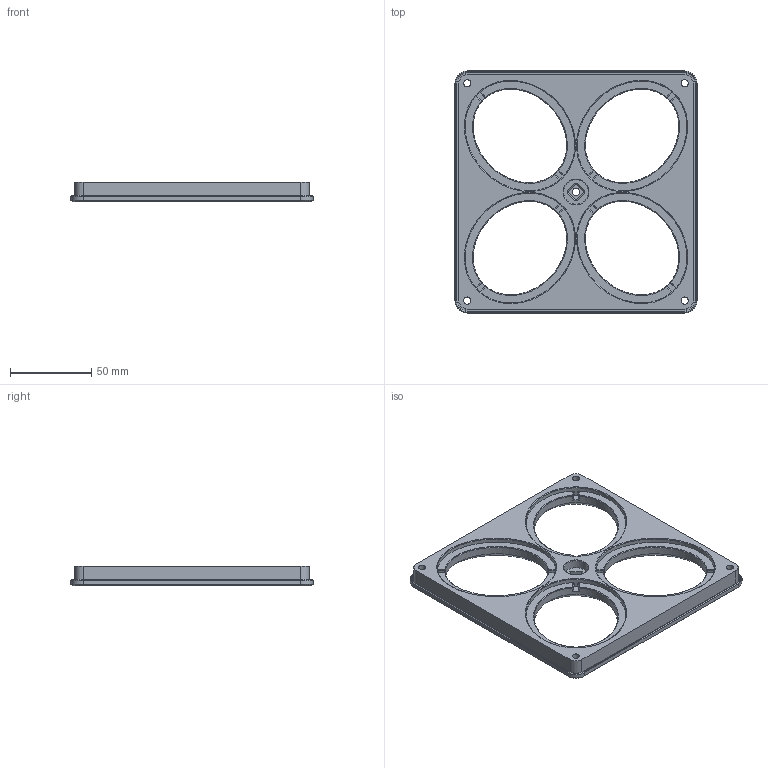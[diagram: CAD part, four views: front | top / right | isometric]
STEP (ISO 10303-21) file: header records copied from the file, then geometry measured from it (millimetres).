
FILE_DESCRIPTION(/* description */ (''),/* implementation_level */ '2;1');
FILE_NAME(/* name */ 'Stealth Filter Frame.step',/* time_stamp */ '2023-09-16T11:15:45-07:00',/* author */ (''),/* organization */ (''),/* preprocessor_version */ 'ST-DEVELOPER v20',/* originating_system */ 'Autodesk Translation Framework v12.9.0.99',/* authorisation */ '');
FILE_SCHEMA (('AUTOMOTIVE_DESIGN { 1 0 10303 214 3 1 1 }'));
Length unit declared in the file: millimetre
Products named in the file (1): Stealth Filter Frame
Bounding box: 148.8 x 148.8 x 12 mm (x, y, z)
Volume: 109735.7 mm3; surface area: 40644.6 mm2
Topology: 1 solids, 1 shells, 246 faces, 622 edges, 382 vertices
Faces by surface type: plane 110, cylinder 58, cone 54, bspline 24
Full cylindrical faces by diameter (mm): 4.5 x5, 7.8 x4, 15 x1
Entity records: 8861 total; most frequent: CARTESIAN_POINT 2907, ORIENTED_EDGE 1244, DIRECTION 1238, EDGE_CURVE 622, AXIS2_PLACEMENT_3D 449, VERTEX_POINT 382, LINE 340, VECTOR 340
